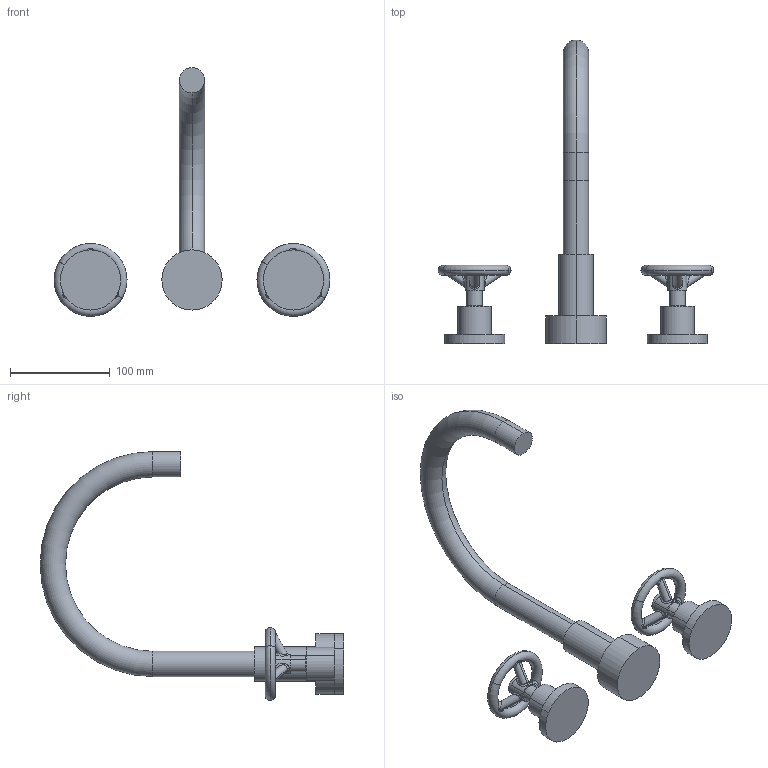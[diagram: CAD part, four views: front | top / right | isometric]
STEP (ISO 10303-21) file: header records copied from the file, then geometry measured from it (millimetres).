
FILE_DESCRIPTION((''),'2;1');
FILE_NAME('3-2926','2021-03-15T12:14:36',('jinson.thomas'),(''),'CREO PARAMETRIC BY PTC INC, 2018400','CREO PARAMETRIC BY PTC INC, 2018400','');
FILE_SCHEMA(('CONFIG_CONTROL_DESIGN'));
Length unit declared in the file: inch
Products named in the file (1): 3-2926
Bounding box: 276.23 x 304.23 x 249.24 mm (x, y, z)
Volume: 525741 mm3; surface area: 94187.3 mm2
Topology: 3 solids, 3 shells, 102 faces, 236 edges, 142 vertices
Faces by surface type: cylinder 40, bspline 36, plane 16, torus 10
Entity records: 7942 total; most frequent: CARTESIAN_POINT 5760, ORIENTED_EDGE 472, DIRECTION 414, EDGE_CURVE 236, AXIS2_PLACEMENT_3D 184, VERTEX_POINT 142, CIRCLE 118, EDGE_LOOP 116
